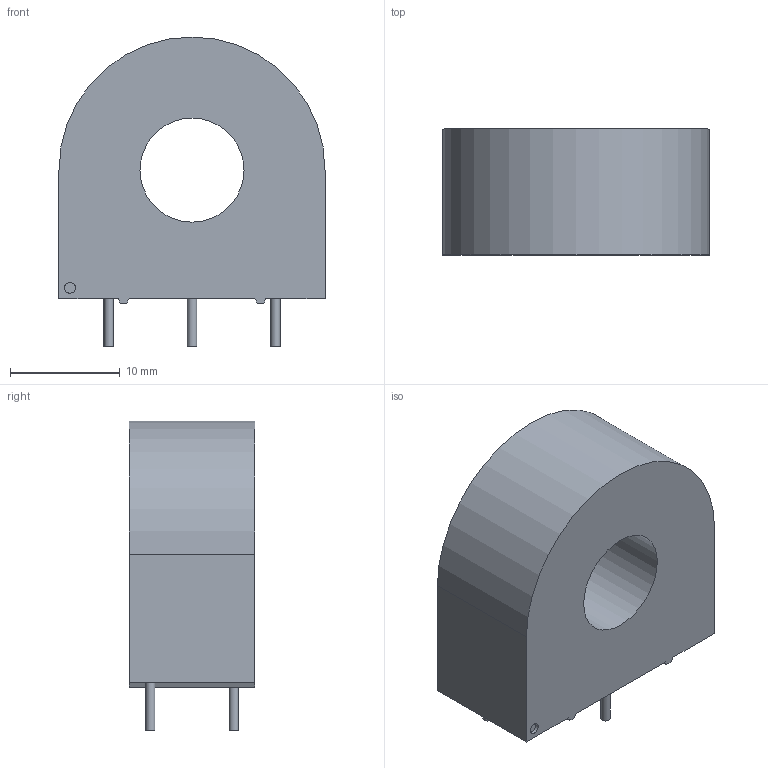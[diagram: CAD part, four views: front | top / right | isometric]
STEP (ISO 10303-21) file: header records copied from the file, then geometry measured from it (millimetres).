
FILE_DESCRIPTION(('STEP AP214'), '1');
FILE_NAME('AC1015', '2016-10-26T16:26:14', ('Nobody'), (''), 'ASCON STEP Converter 1.3', 'ASCON Math Kernel', '');
FILE_SCHEMA(('AUTOMOTIVE_DESIGN { 1 0 10303 214 3 1 1}'));
Length unit declared in the file: millimetre
Bounding box: 24.3 x 11.5 x 28.3 mm (x, y, z)
Volume: 4980.5 mm3; surface area: 2295.8 mm2
Topology: 4 solids, 4 shells, 33 faces, 66 edges, 44 vertices
Faces by surface type: plane 22, cylinder 6, bspline 5
Full cylindrical faces by diameter (mm): 0.85 x3, 1 x1, 9.5 x1
Entity records: 1571 total; most frequent: CARTESIAN_POINT 582, DIRECTION 130, ORIENTED_EDGE 120, EDGE_CURVE 60, AXIS2_PLACEMENT_3D 45, EDGE_LOOP 44, VERTEX_POINT 44, LINE 40
